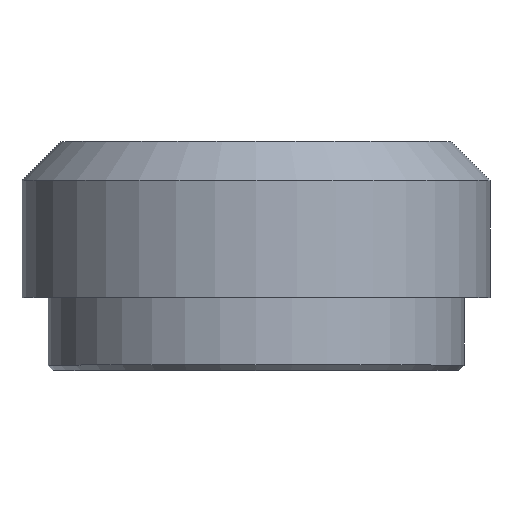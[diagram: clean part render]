
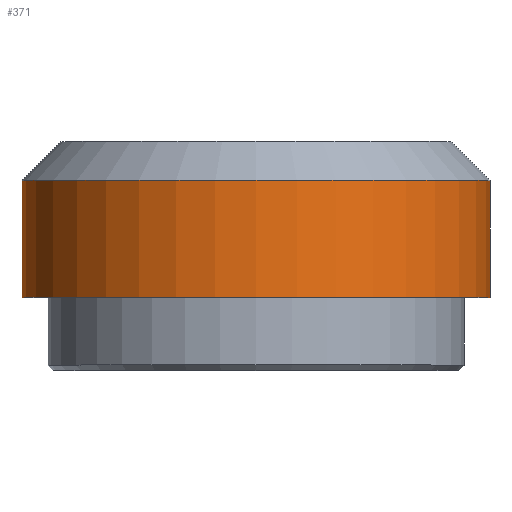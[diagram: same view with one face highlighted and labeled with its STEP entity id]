
A CAD part, top view. The second image highlights one B-rep face of the part: STEP entity #371.
In plain terms, the highlighted cylindrical face has radius 4.5 mm (diameter 9 mm), a full revolution.
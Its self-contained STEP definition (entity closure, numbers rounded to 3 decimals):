
#235 = PLANE('',#236);
#236 = AXIS2_PLACEMENT_3D('',#237,#238,#239);
#237 = CARTESIAN_POINT('',(0.,0.,0.));
#238 = DIRECTION('',(0.,1.,0.));
#239 = DIRECTION('',(-1.,0.,0.));
#308 = EDGE_CURVE('',#309,#309,#311,.T.);
#309 = VERTEX_POINT('',#310);
#310 = CARTESIAN_POINT('',(-4.5,0.,0.));
#311 = SURFACE_CURVE('',#312,(#317,#324),.PCURVE_S1.);
#312 = CIRCLE('',#313,4.5);
#313 = AXIS2_PLACEMENT_3D('',#314,#315,#316);
#314 = CARTESIAN_POINT('',(0.,0.,0.));
#315 = DIRECTION('',(0.,1.,-0.));
#316 = DIRECTION('',(-1.,0.,0.));
#317 = PCURVE('',#235,#318);
#318 = DEFINITIONAL_REPRESENTATION('',(#319),#323);
#319 = CIRCLE('',#320,4.5);
#320 = AXIS2_PLACEMENT_2D('',#321,#322);
#321 = CARTESIAN_POINT('',(0.,0.));
#322 = DIRECTION('',(1.,-0.));
#323 = ( GEOMETRIC_REPRESENTATION_CONTEXT(2) 
PARAMETRIC_REPRESENTATION_CONTEXT() REPRESENTATION_CONTEXT('2D SPACE',''
  ) );
#324 = PCURVE('',#325,#330);
#325 = CYLINDRICAL_SURFACE('',#326,4.5);
#326 = AXIS2_PLACEMENT_3D('',#327,#328,#329);
#327 = CARTESIAN_POINT('',(0.,0.,0.));
#328 = DIRECTION('',(0.,1.,0.));
#329 = DIRECTION('',(-1.,0.,0.));
#330 = DEFINITIONAL_REPRESENTATION('',(#331),#335);
#331 = LINE('',#332,#333);
#332 = CARTESIAN_POINT('',(0.,0.));
#333 = VECTOR('',#334,1.);
#334 = DIRECTION('',(1.,0.));
#335 = ( GEOMETRIC_REPRESENTATION_CONTEXT(2) 
PARAMETRIC_REPRESENTATION_CONTEXT() REPRESENTATION_CONTEXT('2D SPACE',''
  ) );
#357 = CONICAL_SURFACE('',#358,4.5,0.785);
#358 = AXIS2_PLACEMENT_3D('',#359,#360,#361);
#359 = CARTESIAN_POINT('',(0.,2.25,0.));
#360 = DIRECTION('',(0.,-1.,0.));
#361 = DIRECTION('',(-1.,0.,0.));
#371 = ADVANCED_FACE('',(#372),#325,.T.);
#372 = FACE_BOUND('',#373,.T.);
#373 = EDGE_LOOP('',(#374,#397,#398,#399));
#374 = ORIENTED_EDGE('',*,*,#375,.F.);
#375 = EDGE_CURVE('',#309,#376,#378,.T.);
#376 = VERTEX_POINT('',#377);
#377 = CARTESIAN_POINT('',(-4.5,2.25,0.));
#378 = SEAM_CURVE('',#379,(#383,#390),.PCURVE_S1.);
#379 = LINE('',#380,#381);
#380 = CARTESIAN_POINT('',(-4.5,0.,0.));
#381 = VECTOR('',#382,1.);
#382 = DIRECTION('',(0.,1.,0.));
#383 = PCURVE('',#325,#384);
#384 = DEFINITIONAL_REPRESENTATION('',(#385),#389);
#385 = LINE('',#386,#387);
#386 = CARTESIAN_POINT('',(0.,0.));
#387 = VECTOR('',#388,1.);
#388 = DIRECTION('',(0.,1.));
#389 = ( GEOMETRIC_REPRESENTATION_CONTEXT(2) 
PARAMETRIC_REPRESENTATION_CONTEXT() REPRESENTATION_CONTEXT('2D SPACE',''
  ) );
#390 = PCURVE('',#325,#391);
#391 = DEFINITIONAL_REPRESENTATION('',(#392),#396);
#392 = LINE('',#393,#394);
#393 = CARTESIAN_POINT('',(6.283,0.));
#394 = VECTOR('',#395,1.);
#395 = DIRECTION('',(0.,1.));
#396 = ( GEOMETRIC_REPRESENTATION_CONTEXT(2) 
PARAMETRIC_REPRESENTATION_CONTEXT() REPRESENTATION_CONTEXT('2D SPACE',''
  ) );
#397 = ORIENTED_EDGE('',*,*,#308,.T.);
#398 = ORIENTED_EDGE('',*,*,#375,.T.);
#399 = ORIENTED_EDGE('',*,*,#400,.F.);
#400 = EDGE_CURVE('',#376,#376,#401,.T.);
#401 = SURFACE_CURVE('',#402,(#407,#414),.PCURVE_S1.);
#402 = CIRCLE('',#403,4.5);
#403 = AXIS2_PLACEMENT_3D('',#404,#405,#406);
#404 = CARTESIAN_POINT('',(0.,2.25,0.));
#405 = DIRECTION('',(0.,1.,-0.));
#406 = DIRECTION('',(-1.,0.,0.));
#407 = PCURVE('',#325,#408);
#408 = DEFINITIONAL_REPRESENTATION('',(#409),#413);
#409 = LINE('',#410,#411);
#410 = CARTESIAN_POINT('',(0.,2.25));
#411 = VECTOR('',#412,1.);
#412 = DIRECTION('',(1.,0.));
#413 = ( GEOMETRIC_REPRESENTATION_CONTEXT(2) 
PARAMETRIC_REPRESENTATION_CONTEXT() REPRESENTATION_CONTEXT('2D SPACE',''
  ) );
#414 = PCURVE('',#357,#415);
#415 = DEFINITIONAL_REPRESENTATION('',(#416),#420);
#416 = LINE('',#417,#418);
#417 = CARTESIAN_POINT('',(-0.,-0.));
#418 = VECTOR('',#419,1.);
#419 = DIRECTION('',(-1.,-0.));
#420 = ( GEOMETRIC_REPRESENTATION_CONTEXT(2) 
PARAMETRIC_REPRESENTATION_CONTEXT() REPRESENTATION_CONTEXT('2D SPACE',''
  ) );
